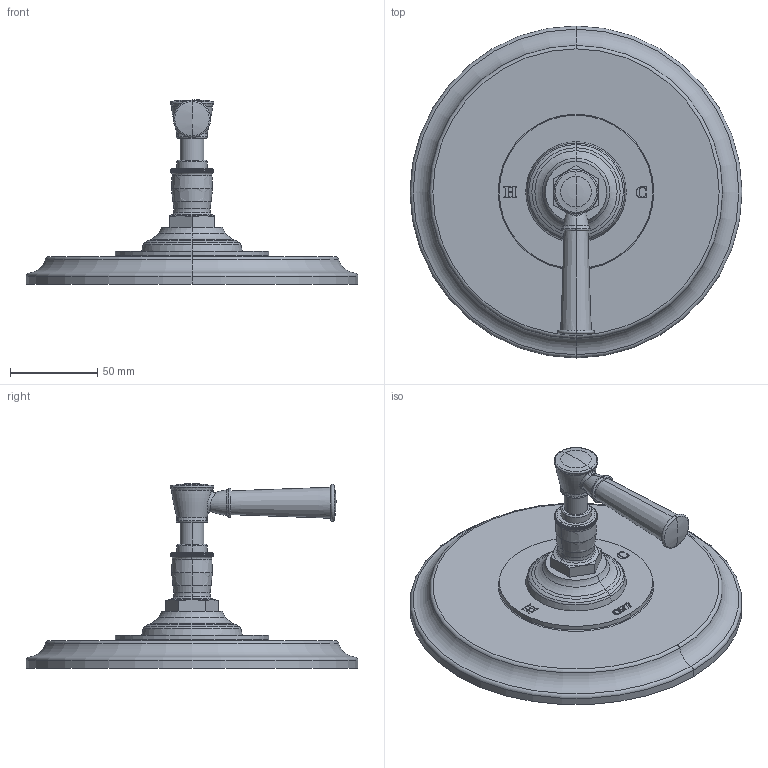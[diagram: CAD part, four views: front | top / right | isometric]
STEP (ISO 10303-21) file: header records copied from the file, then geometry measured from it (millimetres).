
FILE_DESCRIPTION((''),'2;1');
FILE_NAME('4-2914BP','2021-06-07T10:17:22',('jinson.thomas'),(''),'CREO PARAMETRIC BY PTC INC, 2018400','CREO PARAMETRIC BY PTC INC, 2018400','');
FILE_SCHEMA(('CONFIG_CONTROL_DESIGN'));
Length unit declared in the file: inch
Products named in the file (1): 4-2914BP
Bounding box: 190.5 x 190.5 x 105.9 mm (x, y, z)
Volume: 486661.7 mm3; surface area: 73778.6 mm2
Topology: 1 solids, 1 shells, 492 faces, 1378 edges, 898 vertices
Faces by surface type: plane 227, bspline 122, extrusion 95, torus 30, cylinder 6, revolution 6, cone 4, sphere 2
Entity records: 23824 total; most frequent: CARTESIAN_POINT 12874, ORIENTED_EDGE 2748, DIRECTION 1466, EDGE_CURVE 1374, VERTEX_POINT 898, B_SPLINE_CURVE_WITH_KNOTS 878, EDGE_LOOP 506, AXIS2_PLACEMENT_3D 499
